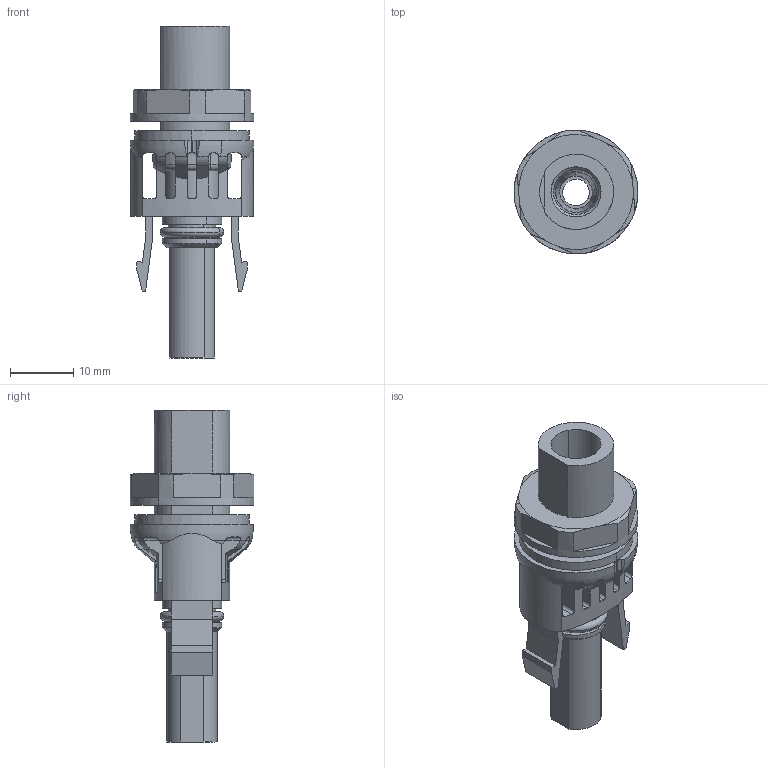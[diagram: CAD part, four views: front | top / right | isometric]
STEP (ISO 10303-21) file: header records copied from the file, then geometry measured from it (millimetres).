
FILE_DESCRIPTION(('CATIA V5 STEP Exchange','CAx-IF Rec.Pracs.--- Model Styling and Organization---1.5--- 2016-08-15','CAx-IF Rec.Pracs.---Supplemental Geometry---1.0---2011-11-01','CAx-IF Rec.Pracs.--- Composite Materials ---1.1---2010-07-15'),'2;1');
FILE_NAME ('015725-3_2', '2025-02-13T12:17:39+00:00', ('none'), ('Weidmueller'), 'CATIA Version 5-6 Release 2022 SP4 HF5', 'CATIA V5 STEP AP214 v3', 'none');
FILE_SCHEMA(('AUTOMOTIVE_DESIGN { 1 0 10303 214 1 1 1 1 }'));
Length unit declared in the file: millimetre
Products named in the file (1): 1530630000
Bounding box: 19.5 x 19.49 x 52.3 mm (x, y, z)
Volume: 4688.6 mm3; surface area: 5625.3 mm2
Topology: 1 solids, 5 shells, 367 faces, 1053 edges, 700 vertices
Faces by surface type: cylinder 137, plane 122, cone 58, torus 46, revolution 4
Entity records: 12980 total; most frequent: CARTESIAN_POINT 4556, ORIENTED_EDGE 2106, EDGE_CURVE 1053, DIRECTION 974, VERTEX_POINT 700, VECTOR 425, LINE 425, AXIS2_PLACEMENT_3D 411
